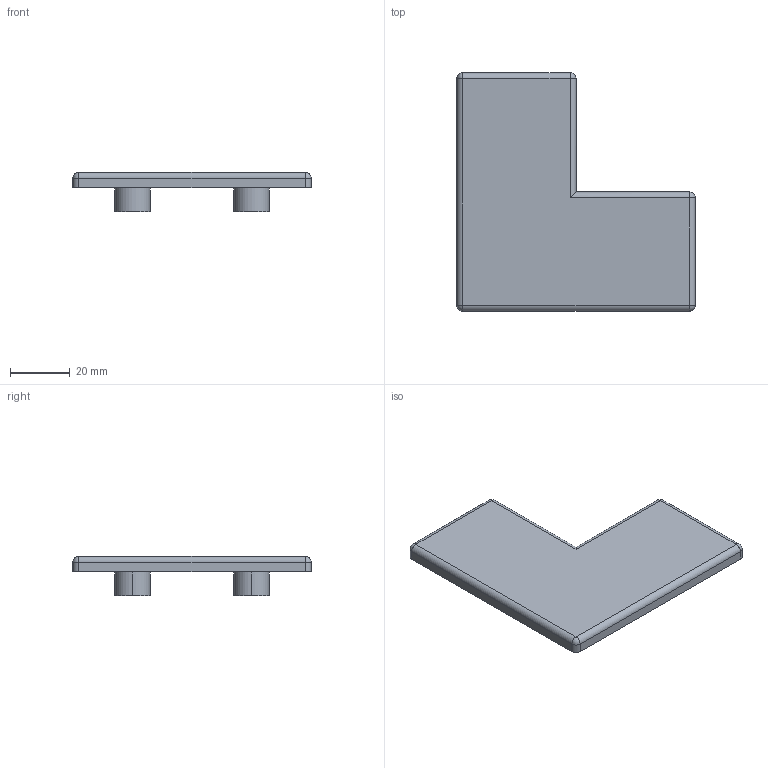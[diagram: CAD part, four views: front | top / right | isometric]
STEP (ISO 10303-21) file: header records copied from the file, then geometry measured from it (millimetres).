
FILE_DESCRIPTION (( 'STEP AP214' ), '1' );
FILE_NAME ('X25 Çàãëóøêà òîðöåâàÿ 80x80.STEP', '2019-06-11T12:06:39', ( 'Windows User' ), ( '' ), 'SwSTEP 2.0', 'SolidWorks 2018', '' );
FILE_SCHEMA (( 'AUTOMOTIVE_DESIGN' ));
Length unit declared in the file: millimetre
Products named in the file (1): X25 Çàãëóøêà òîðöåâàÿ 80x80
Bounding box: 80 x 80 x 13.1 mm (x, y, z)
Volume: 13734.8 mm3; surface area: 13914.3 mm2
Topology: 1 solids, 1 shells, 49 faces, 109 edges, 64 vertices
Faces by surface type: cylinder 23, plane 21, sphere 5
Entity records: 1348 total; most frequent: DIRECTION 247, CARTESIAN_POINT 221, ORIENTED_EDGE 208, EDGE_CURVE 104, AXIS2_PLACEMENT_3D 94, VERTEX_POINT 64, LINE 59, VECTOR 59
